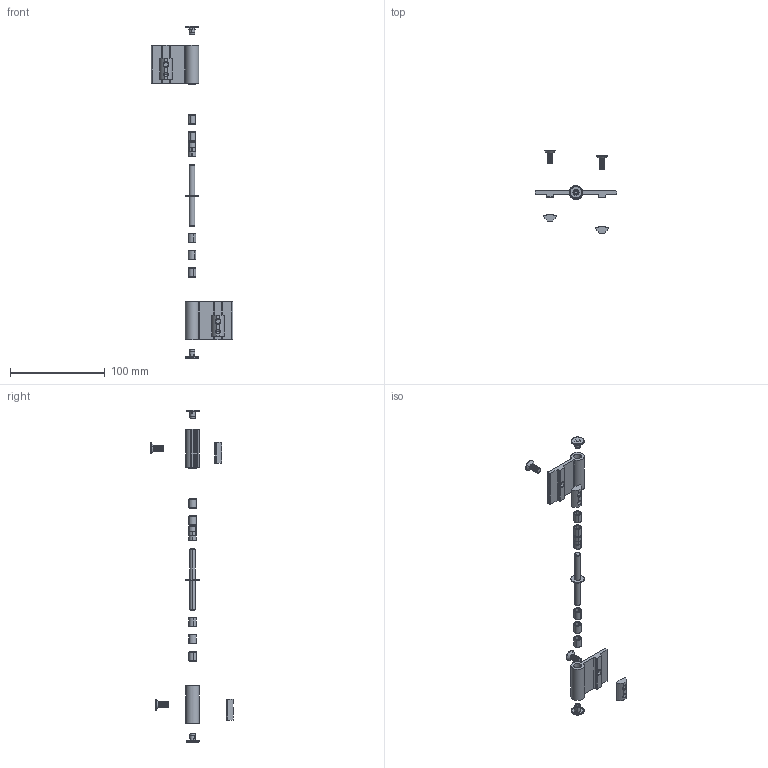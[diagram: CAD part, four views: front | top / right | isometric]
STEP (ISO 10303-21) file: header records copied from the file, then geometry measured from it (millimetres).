
FILE_DESCRIPTION (( 'STEP AP214' ), '1' );
FILE_NAME ('095AL40N0840N08s01.STEP', '2014-08-14T10:32:14', ( '' ), ( '' ), 'SwSTEP 2.0', 'SolidWorks 2014', '' );
FILE_SCHEMA (( 'AUTOMOTIVE_DESIGN' ));
Length unit declared in the file: millimetre
Products named in the file (7): 095air01_095ALR04; 340me383; 096026_096 026; Senkschraube DIN 7991 M6x4-8.8; 095ala; 095AL40N08_095AL40N08; 095AL40N0840N08s01
Assembly tree (17 placements, depth 2):
  095AL40N0840N08s01
    095AL40N08_095AL40N08  x2
    095ala  x2
    Senkschraube DIN 7991 M6x4-8.8  x2
    096026_096 026  x2
    340me383  x8
    095air01_095ALR04
Bounding box: 86 x 87.17 x 350.19 mm (x, y, z)
Volume: 28366.6 mm3; surface area: 22745.5 mm2
Topology: 17 solids, 17 shells, 544 faces, 1344 edges, 838 vertices
Faces by surface type: cone 216, cylinder 170, plane 146, torus 12
Entity records: 7790 total; most frequent: DIRECTION 1227, CARTESIAN_POINT 1215, ORIENTED_EDGE 1054, EDGE_CURVE 527, AXIS2_PLACEMENT_3D 487, VERTEX_POINT 331, CIRCLE 254, LINE 253
